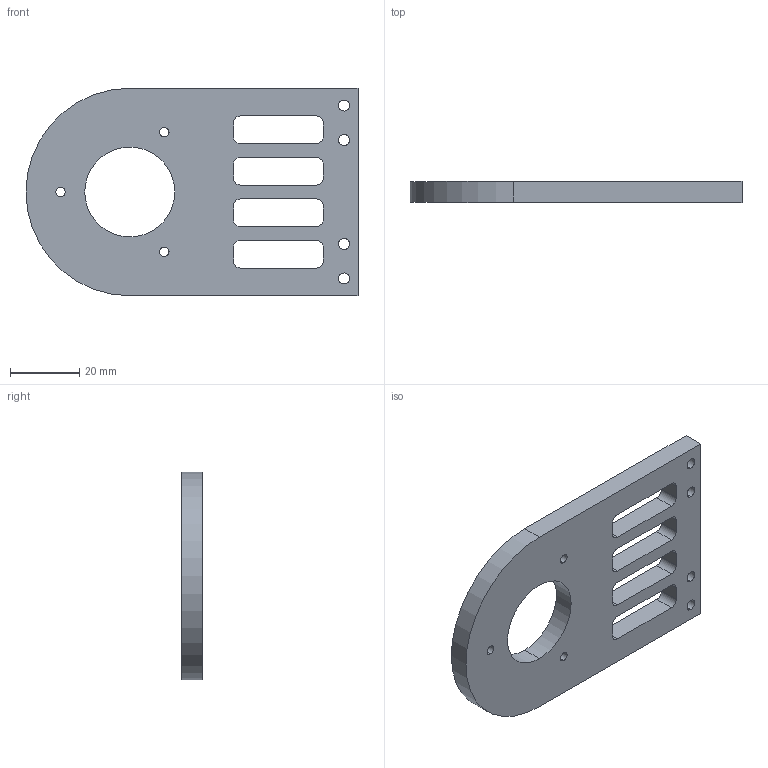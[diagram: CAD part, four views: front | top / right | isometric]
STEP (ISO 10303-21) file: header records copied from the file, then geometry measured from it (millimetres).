
FILE_DESCRIPTION (( 'STEP AP203' ), '1' );
FILE_NAME ('6020蟀諉啣菁啣.STEP', '2025-06-16T03:49:59', ( '' ), ( '' ), 'SwSTEP 2.0', 'SolidWorks 2023', '' );
FILE_SCHEMA (( 'CONFIG_CONTROL_DESIGN' ));
Length unit declared in the file: millimetre
Products named in the file (1): 6020连接板底板
Bounding box: 96 x 6 x 60 mm (x, y, z)
Volume: 23851.1 mm3; surface area: 12101.5 mm2
Topology: 1 solids, 1 shells, 54 faces, 156 edges, 104 vertices
Faces by surface type: cylinder 33, plane 21
Entity records: 1931 total; most frequent: DIRECTION 332, CARTESIAN_POINT 315, ORIENTED_EDGE 312, EDGE_CURVE 156, AXIS2_PLACEMENT_3D 121, VERTEX_POINT 104, VECTOR 90, LINE 90
